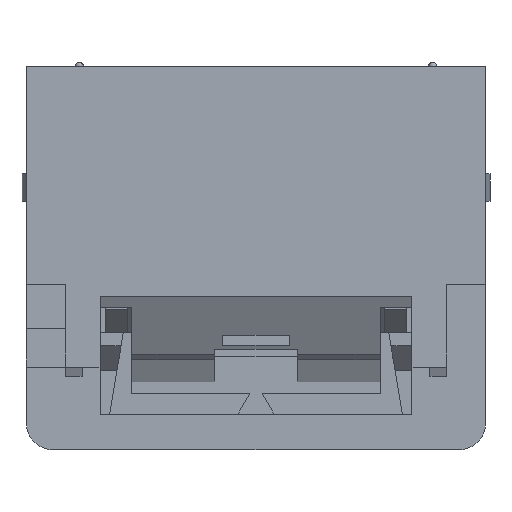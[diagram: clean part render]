
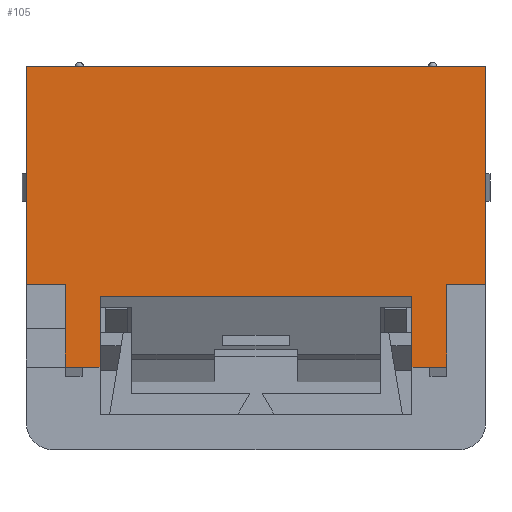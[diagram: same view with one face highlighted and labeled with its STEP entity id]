
A CAD part, front view. The second image highlights one B-rep face of the part: STEP entity #105.
In plain terms, the highlighted planar face has unit normal (0, -1, 0).
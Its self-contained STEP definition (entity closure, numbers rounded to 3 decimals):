
#105=ADVANCED_FACE('',(#384),#254,.T.);
#254=PLANE('',#3147);
#384=FACE_OUTER_BOUND('',#528,.T.);
#528=EDGE_LOOP('',(#720,#721,#722,#723,#724,#725,#726,#727,#728,#729,#730,
#731));
#720=ORIENTED_EDGE('',*,*,#1908,.F.);
#721=ORIENTED_EDGE('',*,*,#1909,.F.);
#722=ORIENTED_EDGE('',*,*,#1910,.T.);
#723=ORIENTED_EDGE('',*,*,#1911,.T.);
#724=ORIENTED_EDGE('',*,*,#1912,.F.);
#725=ORIENTED_EDGE('',*,*,#1913,.F.);
#726=ORIENTED_EDGE('',*,*,#1914,.F.);
#727=ORIENTED_EDGE('',*,*,#1915,.F.);
#728=ORIENTED_EDGE('',*,*,#1916,.F.);
#729=ORIENTED_EDGE('',*,*,#1917,.F.);
#730=ORIENTED_EDGE('',*,*,#1918,.F.);
#731=ORIENTED_EDGE('',*,*,#1919,.T.);
#1614=VERTEX_POINT('',#4199);
#1615=VERTEX_POINT('',#4200);
#1616=VERTEX_POINT('',#4202);
#1617=VERTEX_POINT('',#4204);
#1618=VERTEX_POINT('',#4206);
#1619=VERTEX_POINT('',#4208);
#1620=VERTEX_POINT('',#4210);
#1621=VERTEX_POINT('',#4212);
#1622=VERTEX_POINT('',#4214);
#1623=VERTEX_POINT('',#4216);
#1624=VERTEX_POINT('',#4218);
#1625=VERTEX_POINT('',#4220);
#1908=EDGE_CURVE('',#1614,#1615,#2353,.T.);
#1909=EDGE_CURVE('',#1616,#1614,#2354,.T.);
#1910=EDGE_CURVE('',#1616,#1617,#2355,.T.);
#1911=EDGE_CURVE('',#1617,#1618,#2356,.T.);
#1912=EDGE_CURVE('',#1619,#1618,#2357,.T.);
#1913=EDGE_CURVE('',#1620,#1619,#2358,.T.);
#1914=EDGE_CURVE('',#1621,#1620,#2359,.T.);
#1915=EDGE_CURVE('',#1622,#1621,#2360,.T.);
#1916=EDGE_CURVE('',#1623,#1622,#2361,.T.);
#1917=EDGE_CURVE('',#1624,#1623,#2362,.T.);
#1918=EDGE_CURVE('',#1625,#1624,#2363,.T.);
#1919=EDGE_CURVE('',#1625,#1615,#2364,.T.);
#2353=LINE('',#4198,#2766);
#2354=LINE('',#4201,#2767);
#2355=LINE('',#4203,#2768);
#2356=LINE('',#4205,#2769);
#2357=LINE('',#4207,#2770);
#2358=LINE('',#4209,#2771);
#2359=LINE('',#4211,#2772);
#2360=LINE('',#4213,#2773);
#2361=LINE('',#4215,#2774);
#2362=LINE('',#4217,#2775);
#2363=LINE('',#4219,#2776);
#2364=LINE('',#4221,#2777);
#2766=VECTOR('',#3383,1.);
#2767=VECTOR('',#3384,1.);
#2768=VECTOR('',#3385,1.);
#2769=VECTOR('',#3386,1.);
#2770=VECTOR('',#3387,1.);
#2771=VECTOR('',#3388,1.);
#2772=VECTOR('',#3389,1.);
#2773=VECTOR('',#3390,1.);
#2774=VECTOR('',#3391,1.);
#2775=VECTOR('',#3392,1.);
#2776=VECTOR('',#3393,1.);
#2777=VECTOR('',#3394,1.);
#3147=AXIS2_PLACEMENT_3D('',#4222,#3395,#3396);
#3383=DIRECTION('',(1.,0.,0.));
#3384=DIRECTION('',(0.,0.,1.));
#3385=DIRECTION('',(1.,0.,0.));
#3386=DIRECTION('',(0.,0.,-1.));
#3387=DIRECTION('',(-1.,0.,0.));
#3388=DIRECTION('',(0.,0.,-1.));
#3389=DIRECTION('',(-1.,0.,0.));
#3390=DIRECTION('',(0.,0.,1.));
#3391=DIRECTION('',(-1.,0.,0.));
#3392=DIRECTION('',(0.,0.,-1.));
#3393=DIRECTION('',(-1.,0.,0.));
#3394=DIRECTION('',(0.,0.,1.));
#3395=DIRECTION('',(0.,-1.,0.));
#3396=DIRECTION('',(0.,0.,-1.));
#4198=CARTESIAN_POINT('',(8.325,0.,3.4));
#4199=CARTESIAN_POINT('',(-8.325,0.,3.4));
#4200=CARTESIAN_POINT('',(8.325,0.,3.4));
#4201=CARTESIAN_POINT('',(-8.325,0.,3.4));
#4202=CARTESIAN_POINT('',(-8.325,0.,-4.5));
#4203=CARTESIAN_POINT('',(0.,0.,-4.5));
#4204=CARTESIAN_POINT('',(-6.9,0.,-4.5));
#4205=CARTESIAN_POINT('',(-6.9,0.,0.));
#4206=CARTESIAN_POINT('',(-6.9,0.,-7.5));
#4207=CARTESIAN_POINT('',(-6.9,0.,-7.5));
#4208=CARTESIAN_POINT('',(-5.65,0.,-7.5));
#4209=CARTESIAN_POINT('',(-5.65,0.,-7.5));
#4210=CARTESIAN_POINT('',(-5.65,0.,-4.926));
#4211=CARTESIAN_POINT('',(0.,0.,-4.926));
#4212=CARTESIAN_POINT('',(5.65,0.,-4.926));
#4213=CARTESIAN_POINT('',(5.65,0.,-3.83));
#4214=CARTESIAN_POINT('',(5.65,0.,-7.5));
#4215=CARTESIAN_POINT('',(5.65,0.,-7.5));
#4216=CARTESIAN_POINT('',(6.9,0.,-7.5));
#4217=CARTESIAN_POINT('',(6.9,0.,-7.5));
#4218=CARTESIAN_POINT('',(6.9,0.,-4.5));
#4219=CARTESIAN_POINT('',(6.55,0.,-4.5));
#4220=CARTESIAN_POINT('',(8.325,0.,-4.5));
#4221=CARTESIAN_POINT('',(8.325,0.,0.));
#4222=CARTESIAN_POINT('',(0.,0.,0.));
